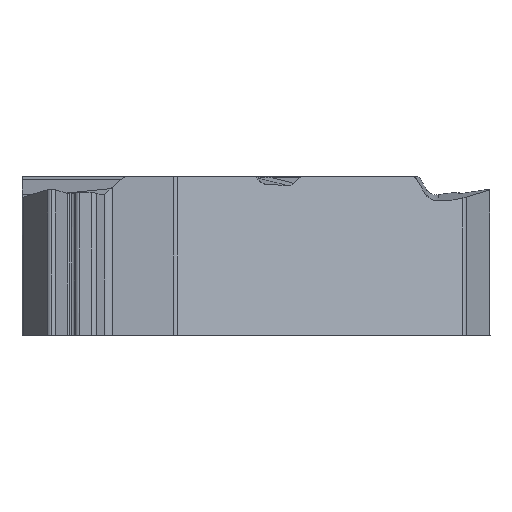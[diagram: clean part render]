
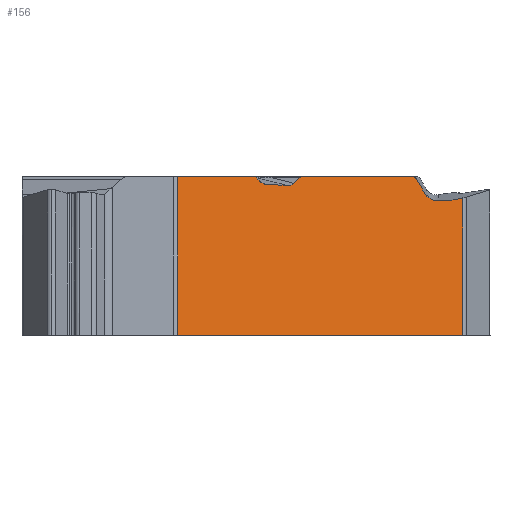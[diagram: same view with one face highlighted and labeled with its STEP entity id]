
A CAD part, front view. The second image highlights one B-rep face of the part: STEP entity #156.
In plain terms, the highlighted planar face has unit normal (0.5, -0.866, 0).
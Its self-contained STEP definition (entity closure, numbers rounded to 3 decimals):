
#81=PLANE('',#2320);
#156=ADVANCED_FACE('',(#323),#81,.F.);
#323=FACE_OUTER_BOUND('',#444,.T.);
#444=EDGE_LOOP('',(#898,#899,#900,#901,#902,#903,#904,#905,#906,#907,#908,
#909,#910,#911,#912,#913,#914,#915));
#610=ELLIPSE('',#2313,0.345,0.33);
#611=ELLIPSE('',#2314,0.396,0.33);
#612=ELLIPSE('',#2315,0.177,0.15);
#613=ELLIPSE('',#2316,0.156,0.14);
#614=ELLIPSE('',#2317,0.314,0.3);
#615=ELLIPSE('',#2318,0.314,0.3);
#616=ELLIPSE('',#2319,0.15,0.15);
#898=ORIENTED_EDGE('',*,*,#1640,.T.);
#899=ORIENTED_EDGE('',*,*,#1641,.T.);
#900=ORIENTED_EDGE('',*,*,#1642,.T.);
#901=ORIENTED_EDGE('',*,*,#1643,.T.);
#902=ORIENTED_EDGE('',*,*,#1644,.T.);
#903=ORIENTED_EDGE('',*,*,#1645,.F.);
#904=ORIENTED_EDGE('',*,*,#1646,.T.);
#905=ORIENTED_EDGE('',*,*,#1647,.T.);
#906=ORIENTED_EDGE('',*,*,#1648,.F.);
#907=ORIENTED_EDGE('',*,*,#1528,.F.);
#908=ORIENTED_EDGE('',*,*,#1649,.F.);
#909=ORIENTED_EDGE('',*,*,#1650,.T.);
#910=ORIENTED_EDGE('',*,*,#1651,.T.);
#911=ORIENTED_EDGE('',*,*,#1652,.T.);
#912=ORIENTED_EDGE('',*,*,#1653,.T.);
#913=ORIENTED_EDGE('',*,*,#1654,.T.);
#914=ORIENTED_EDGE('',*,*,#1655,.F.);
#915=ORIENTED_EDGE('',*,*,#1521,.F.);
#1314=VERTEX_POINT('',#3686);
#1315=VERTEX_POINT('',#3688);
#1321=VERTEX_POINT('',#3700);
#1322=VERTEX_POINT('',#3702);
#1390=VERTEX_POINT('',#3963);
#1391=VERTEX_POINT('',#3967);
#1392=VERTEX_POINT('',#3969);
#1393=VERTEX_POINT('',#3971);
#1394=VERTEX_POINT('',#3973);
#1395=VERTEX_POINT('',#3975);
#1396=VERTEX_POINT('',#3977);
#1397=VERTEX_POINT('',#3979);
#1398=VERTEX_POINT('',#3982);
#1399=VERTEX_POINT('',#3984);
#1400=VERTEX_POINT('',#3986);
#1401=VERTEX_POINT('',#3988);
#1402=VERTEX_POINT('',#3990);
#1403=VERTEX_POINT('',#3992);
#1521=EDGE_CURVE('',#1314,#1315,#1819,.T.);
#1528=EDGE_CURVE('',#1321,#1322,#1823,.T.);
#1640=EDGE_CURVE('',#1314,#1390,#1890,.T.);
#1641=EDGE_CURVE('',#1390,#1391,#1891,.T.);
#1642=EDGE_CURVE('',#1391,#1392,#1892,.T.);
#1643=EDGE_CURVE('',#1392,#1393,#1893,.T.);
#1644=EDGE_CURVE('',#1393,#1394,#610,.T.);
#1645=EDGE_CURVE('',#1395,#1394,#1894,.T.);
#1646=EDGE_CURVE('',#1395,#1396,#611,.T.);
#1647=EDGE_CURVE('',#1396,#1397,#1895,.T.);
#1648=EDGE_CURVE('',#1322,#1397,#612,.T.);
#1649=EDGE_CURVE('',#1398,#1321,#613,.T.);
#1650=EDGE_CURVE('',#1398,#1399,#1896,.T.);
#1651=EDGE_CURVE('',#1399,#1400,#614,.T.);
#1652=EDGE_CURVE('',#1400,#1401,#1897,.T.);
#1653=EDGE_CURVE('',#1401,#1402,#615,.T.);
#1654=EDGE_CURVE('',#1402,#1403,#1898,.T.);
#1655=EDGE_CURVE('',#1315,#1403,#616,.T.);
#1819=LINE('',#3687,#2005);
#1823=LINE('',#3701,#2009);
#1890=LINE('',#3964,#2076);
#1891=LINE('',#3966,#2077);
#1892=LINE('',#3968,#2078);
#1893=LINE('',#3970,#2079);
#1894=LINE('',#3974,#2080);
#1895=LINE('',#3978,#2081);
#1896=LINE('',#3983,#2082);
#1897=LINE('',#3987,#2083);
#1898=LINE('',#3991,#2084);
#2005=VECTOR('',#2508,1.);
#2009=VECTOR('',#2518,1.);
#2076=VECTOR('',#2751,1.);
#2077=VECTOR('',#2754,1.);
#2078=VECTOR('',#2755,1.);
#2079=VECTOR('',#2756,1.);
#2080=VECTOR('',#2759,1.);
#2081=VECTOR('',#2762,1.);
#2082=VECTOR('',#2767,1.);
#2083=VECTOR('',#2770,1.);
#2084=VECTOR('',#2773,1.);
#2313=AXIS2_PLACEMENT_3D('',#3972,#2757,#2758);
#2314=AXIS2_PLACEMENT_3D('',#3976,#2760,#2761);
#2315=AXIS2_PLACEMENT_3D('',#3980,#2763,#2764);
#2316=AXIS2_PLACEMENT_3D('',#3981,#2765,#2766);
#2317=AXIS2_PLACEMENT_3D('',#3985,#2768,#2769);
#2318=AXIS2_PLACEMENT_3D('',#3989,#2771,#2772);
#2319=AXIS2_PLACEMENT_3D('',#3993,#2774,#2775);
#2320=AXIS2_PLACEMENT_3D('',#3994,#2776,#2777);
#2508=DIRECTION('',(0.866,0.5,0.));
#2518=DIRECTION('',(0.866,0.5,0.));
#2751=DIRECTION('',(0.,0.,-1.));
#2754=DIRECTION('',(0.866,0.5,0.));
#2755=DIRECTION('',(0.,0.,1.));
#2756=DIRECTION('',(-0.853,-0.492,-0.174));
#2757=DIRECTION('',(-0.5,0.866,0.));
#2758=DIRECTION('',(-0.853,-0.492,-0.174));
#2759=DIRECTION('',(0.866,0.5,0.));
#2760=DIRECTION('',(-0.5,0.866,0.));
#2761=DIRECTION('',(-0.863,-0.498,0.079));
#2762=DIRECTION('',(-0.497,-0.287,0.819));
#2763=DIRECTION('',(-0.5,0.866,0.));
#2764=DIRECTION('',(-0.866,-0.5,0.));
#2765=DIRECTION('',(-0.5,0.866,0.));
#2766=DIRECTION('',(-0.866,-0.5,0.));
#2767=DIRECTION('',(-0.687,-0.397,-0.608));
#2768=DIRECTION('',(-0.5,0.866,0.));
#2769=DIRECTION('',(-0.7,-0.404,0.589));
#2770=DIRECTION('',(-0.865,-0.499,0.049));
#2771=DIRECTION('',(-0.5,0.866,0.));
#2772=DIRECTION('',(-0.7,-0.404,0.589));
#2773=DIRECTION('',(-0.656,-0.378,0.653));
#2774=DIRECTION('',(-0.5,0.866,0.));
#2775=DIRECTION('',(0.866,0.5,0.));
#2776=DIRECTION('',(-0.5,0.866,0.));
#2777=DIRECTION('',(-0.866,-0.5,0.));
#3686=CARTESIAN_POINT('',(-0.525,-5.802,0.35));
#3687=CARTESIAN_POINT('',(8.733,-0.457,0.35));
#3688=CARTESIAN_POINT('',(1.543,-4.608,0.35));
#3700=CARTESIAN_POINT('',(2.881,-3.836,0.35));
#3701=CARTESIAN_POINT('',(-3.971,-7.792,0.35));
#3702=CARTESIAN_POINT('',(5.844,-2.125,0.35));
#3963=CARTESIAN_POINT('',(-0.525,-5.802,-3.97));
#3964=CARTESIAN_POINT('',(-0.525,-5.802,0.));
#3966=CARTESIAN_POINT('',(8.733,-0.457,-3.97));
#3967=CARTESIAN_POINT('',(7.234,-1.323,-3.97));
#3968=CARTESIAN_POINT('',(7.234,-1.323,0.));
#3969=CARTESIAN_POINT('',(7.234,-1.323,-0.229));
#3970=CARTESIAN_POINT('',(-3.599,-7.577,-2.434));
#3971=CARTESIAN_POINT('',(6.91,-1.51,-0.295));
#3972=CARTESIAN_POINT('',(6.861,-1.538,0.03));
#3973=CARTESIAN_POINT('',(6.856,-1.541,-0.3));
#3974=CARTESIAN_POINT('',(-3.971,-7.792,-0.3));
#3975=CARTESIAN_POINT('',(6.527,-1.731,-0.3));
#3976=CARTESIAN_POINT('',(6.517,-1.737,0.03));
#3977=CARTESIAN_POINT('',(6.222,-1.907,-0.13));
#3978=CARTESIAN_POINT('',(2.816,-3.873,5.487));
#3979=CARTESIAN_POINT('',(5.976,-2.049,0.277));
#3980=CARTESIAN_POINT('',(5.844,-2.125,0.2));
#3981=CARTESIAN_POINT('',(2.881,-3.836,0.21));
#3982=CARTESIAN_POINT('',(2.793,-3.887,0.317));
#3983=CARTESIAN_POINT('',(-1.602,-6.424,-3.571));
#3984=CARTESIAN_POINT('',(2.626,-3.983,0.169));
#3985=CARTESIAN_POINT('',(2.457,-4.081,0.413));
#3986=CARTESIAN_POINT('',(2.455,-4.082,0.108));
#3987=CARTESIAN_POINT('',(8.723,-0.463,-0.243));
#3988=CARTESIAN_POINT('',(1.893,-4.407,0.14));
#3989=CARTESIAN_POINT('',(1.894,-4.406,0.445));
#3990=CARTESIAN_POINT('',(1.723,-4.505,0.219));
#3991=CARTESIAN_POINT('',(5.834,-2.131,-3.879));
#3992=CARTESIAN_POINT('',(1.628,-4.559,0.314));
#3993=CARTESIAN_POINT('',(1.543,-4.608,0.2));
#3994=CARTESIAN_POINT('',(8.733,-0.457,0.));
